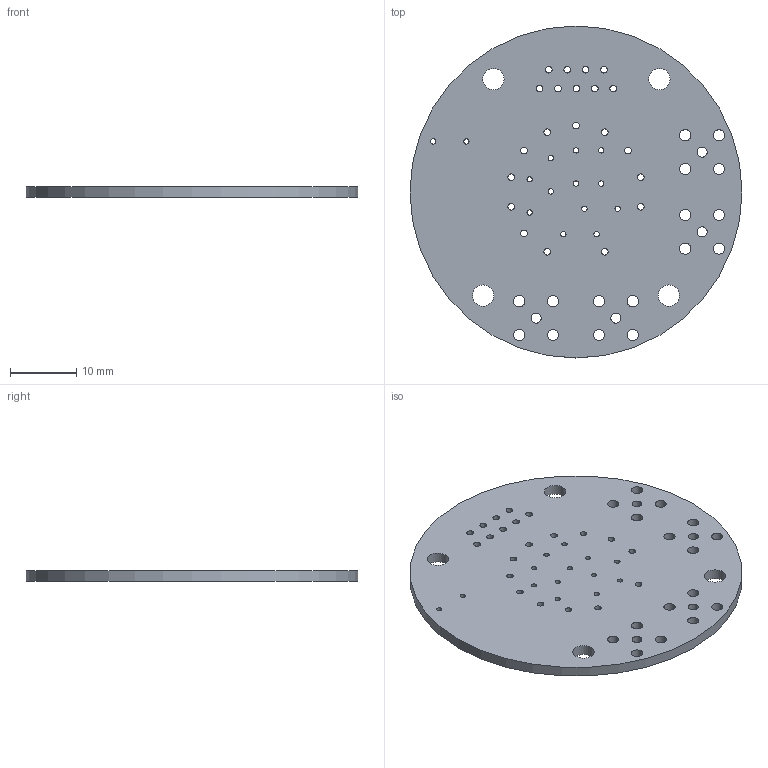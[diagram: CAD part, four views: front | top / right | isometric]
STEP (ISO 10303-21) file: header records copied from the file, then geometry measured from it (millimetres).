
FILE_DESCRIPTION(('KiCad electronic assembly'),'2;1');
FILE_NAME('breakoutPcb.step','2022-04-19T17:36:04',('An Author'),( 'A Company'),'Open CASCADE STEP processor 7.5', 'KiCad to STEP converter','Unknown');
FILE_SCHEMA(('AUTOMOTIVE_DESIGN { 1 0 10303 214 1 1 1 1 }'));
Length unit declared in the file: millimetre
Products named in the file (2): Open CASCADE STEP translator 7.5 1; COMPOUND
Assembly tree (1 placements, depth 2):
  Open CASCADE STEP translator 7.5 1
    COMPOUND
Bounding box: 50 x 50 x 1.6 mm (x, y, z)
Volume: 2983.1 mm3; surface area: 4373.2 mm2
Topology: 1 solids, 1 shells, 62 faces, 180 edges, 120 vertices
Faces by surface type: cylinder 60, plane 2
Full cylindrical faces by diameter (mm): 0.8 x14, 1 x21, 1.5 x4, 1.7 x16, 3.2 x4, 50 x1
Entity records: 4747 total; most frequent: DIRECTION 788, CARTESIAN_POINT 724, ORIENTED_EDGE 360, PCURVE 360, DEFINITIONAL_REPRESENTATION 360, LINE 300, VECTOR 300, CIRCLE 240
